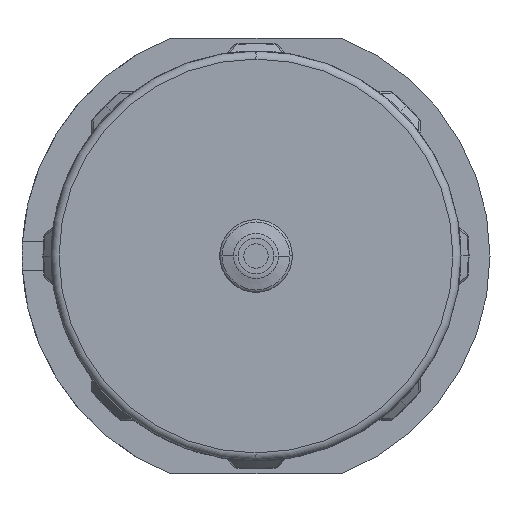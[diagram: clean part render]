
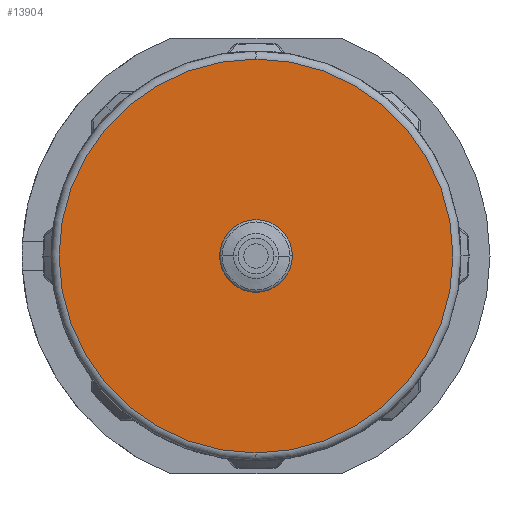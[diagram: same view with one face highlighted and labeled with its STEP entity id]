
A CAD part, left-side view. The second image highlights one B-rep face of the part: STEP entity #13904.
In plain terms, the highlighted planar face has unit normal (-1, 0, 0).
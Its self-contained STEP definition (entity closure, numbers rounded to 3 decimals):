
#2089=CARTESIAN_POINT('',(-2.,0.571,
-0.531));
#2090=DIRECTION('',(-1.,0.,0.));
#2091=DIRECTION('',(0.,0.,-1.));
#2092=AXIS2_PLACEMENT_3D('',#2089,#2090,#2091);
#2099=CARTESIAN_POINT('',(-2.,0.571,
-0.531));
#2100=DIRECTION('',(-1.,0.,0.));
#2101=DIRECTION('',(0.,1.,0.));
#2102=AXIS2_PLACEMENT_3D('',#2099,#2100,#2101);
#2104=CARTESIAN_POINT('',(-2.,0.571,
-0.531));
#2105=DIRECTION('',(-1.,0.,0.));
#2106=DIRECTION('',(0.,-1.,0.));
#2107=AXIS2_PLACEMENT_3D('',#2104,#2105,#2106);
#2109=CARTESIAN_POINT('',(-2.,0.571,
-0.531));
#2110=DIRECTION('',(-1.,0.,0.));
#2111=DIRECTION('',(0.,0.,1.));
#2112=AXIS2_PLACEMENT_3D('',#2109,#2110,#2111);
#2114=CARTESIAN_POINT('',(-2.,0.57,
-12.731));
#2135=CARTESIAN_POINT('',(-2.,0.571,
11.668));
#10472=VERTEX_POINT('',#2135);
#10473=VERTEX_POINT('',#2114);
#10474=CARTESIAN_POINT('',(-2.,1.821,
-0.531));
#10475=CARTESIAN_POINT('',(-2.,-0.679,
-0.531));
#10476=VERTEX_POINT('',#10474);
#10477=VERTEX_POINT('',#10475);
#13888=CARTESIAN_POINT('',(-2.,0.571,
-0.531));
#13889=DIRECTION('',(1.,0.,0.));
#13890=DIRECTION('',(0.,1.,0.));
#13891=AXIS2_PLACEMENT_3D('',#13888,#13889,#13890);
#13892=PLANE('',#13891);
#13893=ORIENTED_EDGE('',*,*,#13878,.F.);
#13895=ORIENTED_EDGE('',*,*,#13894,.F.);
#13896=EDGE_LOOP('',(#13893,#13895));
#13897=FACE_OUTER_BOUND('',#13896,.F.);
#13899=ORIENTED_EDGE('',*,*,#13898,.T.);
#13901=ORIENTED_EDGE('',*,*,#13900,.T.);
#13902=EDGE_LOOP('',(#13899,#13901));
#13903=FACE_BOUND('',#13902,.F.);
#13904=ADVANCED_FACE('',(#13897,#13903),#13892,.F.);
#2093=CIRCLE('',#2092,12.2);
#2103=CIRCLE('',#2102,1.25);
#2108=CIRCLE('',#2107,1.25);
#2113=CIRCLE('',#2112,12.2);
#13878=EDGE_CURVE('',#10473,#10472,#2093,.T.);
#13894=EDGE_CURVE('',#10472,#10473,#2113,.T.);
#13898=EDGE_CURVE('',#10476,#10477,#2103,.T.);
#13900=EDGE_CURVE('',#10477,#10476,#2108,.T.);
